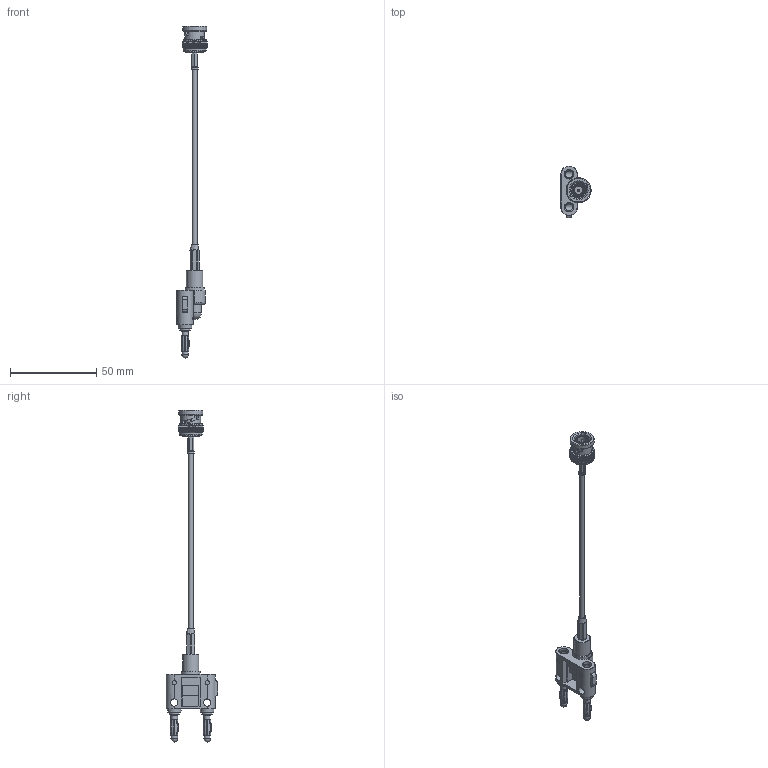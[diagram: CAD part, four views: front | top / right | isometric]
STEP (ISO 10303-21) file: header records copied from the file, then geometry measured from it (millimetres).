
FILE_DESCRIPTION (( 'STEP AP203' ), '1' );
FILE_NAME ('PE3C3402LF_3D.step', '2021-10-21T21:16:06', ( '' ), ( '' ), 'SwSTEP 2.0', 'SolidWorks 2021', '' );
FILE_SCHEMA (( 'CONFIG_CONTROL_DESIGN' ));
Length unit declared in the file: inch
Products named in the file (4): PE44145^PE3C3402LF_Crimped; RG174AU^PE3C3402LF_RG174A-U; PE45045^PE3C3402LF_Crimped; PE3C3402LF_3D
Assembly tree (3 placements, depth 2):
  PE3C3402LF_3D
    RG174AU^PE3C3402LF_RG174A-U
    PE45045^PE3C3402LF_Crimped
    PE44145^PE3C3402LF_Crimped
Bounding box: 17.48 x 30.02 x 192.2 mm (x, y, z)
Volume: 8002.6 mm3; surface area: 7886.7 mm2
Topology: 5 solids, 6 shells, 673 faces, 1668 edges, 996 vertices
Faces by surface type: plane 287, cylinder 185, cone 135, bspline 33, torus 28, sphere 5
Full cylindrical faces by diameter (mm): 1.27 x1, 1.702 x1, 2 x2, 2.184 x1, 2.5 x2, 2.54 x1, 2.692 x1, 2.794 x1, 3.48 x1, 3.556 x1, 3.8 x4, 3.988 x1, 4.18 x2, 4.2 x2, 4.318 x1, 4.877 x1, 5.52 x2, 5.69 x1, 6 x2, 7.112 x1, 8.621 x1, 9.395 x1, 9.5 x1, 9.991 x1, 11 x1, 11.395 x1, 11.515 x1, 13.38 x2, 13.922 x1
Entity records: 25705 total; most frequent: CARTESIAN_POINT 10360, ORIENTED_EDGE 3156, DIRECTION 2989, EDGE_CURVE 1578, AXIS2_PLACEMENT_3D 1198, VERTEX_POINT 965, EDGE_LOOP 767, FACE_OUTER_BOUND 718
